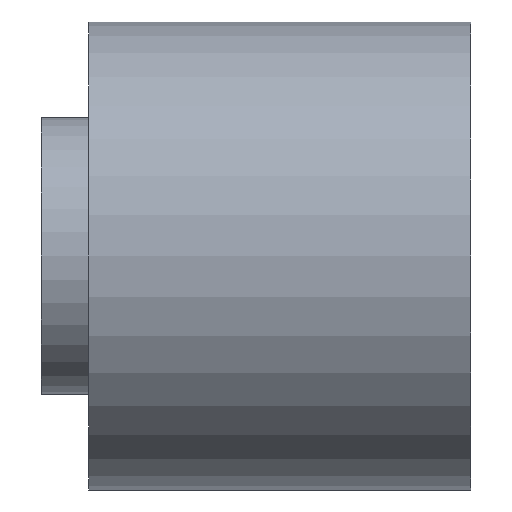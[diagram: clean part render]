
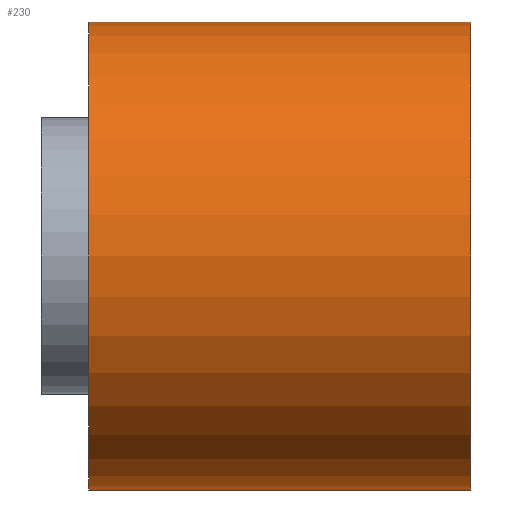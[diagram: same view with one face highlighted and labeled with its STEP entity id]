
A CAD part, left-side view. The second image highlights one B-rep face of the part: STEP entity #230.
In plain terms, the highlighted cylindrical face has radius 24.5 mm (diameter 49 mm), a partial arc.
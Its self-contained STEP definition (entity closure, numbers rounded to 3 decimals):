
#5 = EDGE_CURVE ( 'NONE', #89, #74, #223, .T. ) ;
#7 = DIRECTION ( 'NONE',  ( 0., -1., 0. ) ) ;
#11 = ORIENTED_EDGE ( 'NONE', *, *, #134, .T. ) ;
#19 = VERTEX_POINT ( 'NONE', #272 ) ;
#21 = ORIENTED_EDGE ( 'NONE', *, *, #5, .F. ) ;
#34 = ORIENTED_EDGE ( 'NONE', *, *, #219, .T. ) ;
#42 = DIRECTION ( 'NONE',  ( 0., 1., 0. ) ) ;
#46 = CARTESIAN_POINT ( 'NONE',  ( 0., 40., -24.5 ) ) ;
#53 = AXIS2_PLACEMENT_3D ( 'NONE', #90, #42, #211 ) ;
#60 = EDGE_LOOP ( 'NONE', ( #66, #21, #34, #11 ) ) ;
#66 = ORIENTED_EDGE ( 'NONE', *, *, #229, .F. ) ;
#74 = VERTEX_POINT ( 'NONE', #213 ) ;
#75 = CARTESIAN_POINT ( 'NONE',  ( 0., 40., -24.5 ) ) ;
#76 = CARTESIAN_POINT ( 'NONE',  ( 0., 0., 0. ) ) ;
#87 = CIRCLE ( 'NONE', #208, 24.5 ) ;
#89 = VERTEX_POINT ( 'NONE', #46 ) ;
#90 = CARTESIAN_POINT ( 'NONE',  ( 0., 40., 0. ) ) ;
#97 = DIRECTION ( 'NONE',  ( 0., 1., 0. ) ) ;
#134 = EDGE_CURVE ( 'NONE', #138, #19, #87, .T. ) ;
#138 = VERTEX_POINT ( 'NONE', #252 ) ;
#143 = DIRECTION ( 'NONE',  ( 0., 0., 1. ) ) ;
#144 = VECTOR ( 'NONE', #235, 1000. ) ;
#145 = CARTESIAN_POINT ( 'NONE',  ( 0., 40., 0. ) ) ;
#148 = DIRECTION ( 'NONE',  ( 0., -1., 0. ) ) ;
#151 = CARTESIAN_POINT ( 'NONE',  ( 0., 40., 24.5 ) ) ;
#165 = LINE ( 'NONE', #151, #144 ) ;
#172 = DIRECTION ( 'NONE',  ( 0., 0., -1. ) ) ;
#180 = VECTOR ( 'NONE', #148, 1000. ) ;
#199 = AXIS2_PLACEMENT_3D ( 'NONE', #145, #7, #172 ) ;
#208 = AXIS2_PLACEMENT_3D ( 'NONE', #76, #97, #143 ) ;
#211 = DIRECTION ( 'NONE',  ( 0., 0., 1. ) ) ;
#213 = CARTESIAN_POINT ( 'NONE',  ( 0., 40., 24.5 ) ) ;
#219 = EDGE_CURVE ( 'NONE', #89, #138, #244, .T. ) ;
#223 = CIRCLE ( 'NONE', #53, 24.5 ) ;
#229 = EDGE_CURVE ( 'NONE', #74, #19, #165, .T. ) ;
#230 = ADVANCED_FACE ( 'NONE', ( #271 ), #279, .T. ) ;
#235 = DIRECTION ( 'NONE',  ( 0., -1., 0. ) ) ;
#244 = LINE ( 'NONE', #75, #180 ) ;
#252 = CARTESIAN_POINT ( 'NONE',  ( 0., 0., -24.5 ) ) ;
#271 = FACE_OUTER_BOUND ( 'NONE', #60, .T. ) ;
#272 = CARTESIAN_POINT ( 'NONE',  ( 0., 0., 24.5 ) ) ;
#279 = CYLINDRICAL_SURFACE ( 'NONE', #199, 24.5 ) ;
